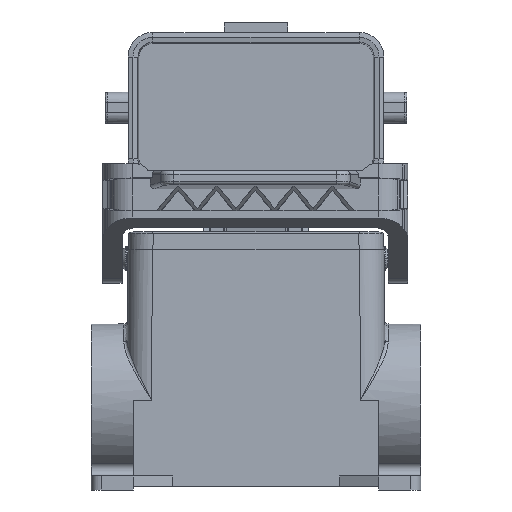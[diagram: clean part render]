
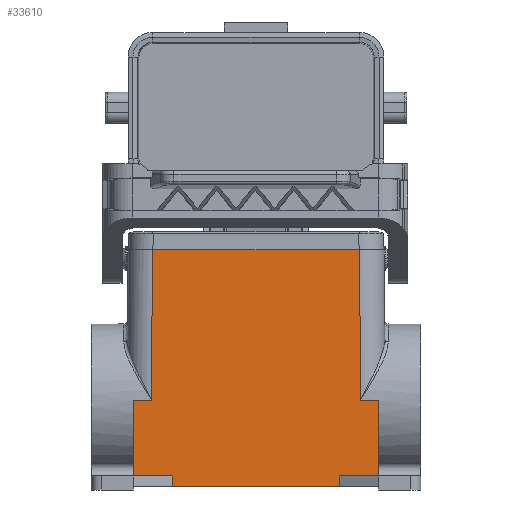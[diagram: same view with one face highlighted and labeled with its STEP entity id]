
A CAD part, front view. The second image highlights one B-rep face of the part: STEP entity #33610.
In plain terms, the highlighted face is planar.
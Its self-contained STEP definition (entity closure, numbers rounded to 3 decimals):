
#1630=CARTESIAN_POINT('',(76.191,55.126,45.5));
#1640=VERTEX_POINT('',#1630);
#1890=CARTESIAN_POINT('',(76.191,55.314,67.));
#1900=VERTEX_POINT('',#1890);
#1930=CARTESIAN_POINT('',(76.191,54.729,0.));
#1940=DIRECTION('',(0.,-0.009,-1.));
#1950=VECTOR('',#1940,1.);
#1960=LINE('',#1930,#1950);
#1970=EDGE_CURVE('',#1900,#1640,#1960,.T.);
#9880=CARTESIAN_POINT('',(11.317,55.124,
45.309));
#9890=VERTEX_POINT('',#9880);
#28990=CARTESIAN_POINT('',(70.691,54.751,2.5))
;
#29000=VERTEX_POINT('',#28990);
#29030=CARTESIAN_POINT('',(0.,54.751,2.5));
#29040=DIRECTION('',(1.,0.,0.));
#29050=VECTOR('',#29040,1.);
#29060=LINE('',#29030,#29050);
#29070=CARTESIAN_POINT('',(11.691,54.751,2.5));
#29080=VERTEX_POINT('',#29070);
#29090=EDGE_CURVE('',#29080,#29000,#29060,.T.);
#31870=CARTESIAN_POINT('',(71.065,55.124,
45.309));
#31880=VERTEX_POINT('',#31870);
#31910=CARTESIAN_POINT('',(70.669,54.728,
-0.061));
#31920=DIRECTION('',(0.009,0.009,
1.));
#31930=VECTOR('',#31920,1.);
#31940=LINE('',#31910,#31930);
#31950=EDGE_CURVE('',#29000,#31880,#31940,.T.);
#32770=CARTESIAN_POINT('',(4.691,54.729,0.
));
#32780=DIRECTION('',(0.,1.,-0.009));
#32790=DIRECTION('',(1.,0.,0.));
#32800=AXIS2_PLACEMENT_3D('',#32770,#32780,#32790);
#32810=PLANE('',#32800);
#32820=CARTESIAN_POINT('',(0.,55.126,45.5));
#32830=DIRECTION('',(1.,0.,0.));
#32840=VECTOR('',#32830,1.);
#32850=LINE('',#32820,#32840);
#32860=CARTESIAN_POINT('',(6.191,55.126,45.5));
#32870=VERTEX_POINT('',#32860);
#32880=CARTESIAN_POINT('',(11.315,55.126,45.5));
#32890=VERTEX_POINT('',#32880);
#32900=EDGE_CURVE('',#32870,#32890,#32850,.T.);
#32910=ORIENTED_EDGE('',*,*,#32900,.F.);
#32920=CARTESIAN_POINT('',(11.713,54.728,
-0.061));
#32930=DIRECTION('',(-0.009,0.009,
1.));
#32940=VECTOR('',#32930,1.);
#32950=LINE('',#32920,#32940);
#32960=EDGE_CURVE('',#9890,#32890,#32950,.T.);
#32970=ORIENTED_EDGE('',*,*,#32960,.T.);
#32980=EDGE_CURVE('',#29080,#9890,#32950,.T.);
#32990=ORIENTED_EDGE('',*,*,#32980,.T.);
#33000=ORIENTED_EDGE('',*,*,#29090,.F.);
#33010=ORIENTED_EDGE('',*,*,#31950,.F.);
#33020=CARTESIAN_POINT('',(71.066,55.126,45.5));
#33030=VERTEX_POINT('',#33020);
#33040=EDGE_CURVE('',#31880,#33030,#31940,.T.);
#33050=ORIENTED_EDGE('',*,*,#33040,.F.);
#33060=CARTESIAN_POINT('',(0.,55.126,45.5));
#33070=DIRECTION('',(-1.,0.,0.));
#33080=VECTOR('',#33070,1.);
#33090=LINE('',#33060,#33080);
#33100=EDGE_CURVE('',#1640,#33030,#33090,.T.);
#33110=ORIENTED_EDGE('',*,*,#33100,.T.);
#33120=ORIENTED_EDGE('',*,*,#1970,.T.);
#33130=CARTESIAN_POINT('',(0.,55.314,67.));
#33140=DIRECTION('',(-1.,0.,0.));
#33150=VECTOR('',#33140,1.);
#33160=LINE('',#33130,#33150);
#33170=CARTESIAN_POINT('',(65.041,55.314,67.));
#33180=VERTEX_POINT('',#33170);
#33190=EDGE_CURVE('',#1900,#33180,#33160,.T.);
#33200=ORIENTED_EDGE('',*,*,#33190,.F.);
#33210=CARTESIAN_POINT('',(64.029,54.729,
0.));
#33220=DIRECTION('',(-0.015,-0.009,
-1.));
#33230=VECTOR('',#33220,1.);
#33240=LINE('',#33210,#33230);
#33250=CARTESIAN_POINT('',(65.087,55.34,70.));
#33260=VERTEX_POINT('',#33250);
#33270=EDGE_CURVE('',#33260,#33180,#33240,.T.);
#33280=ORIENTED_EDGE('',*,*,#33270,.T.);
#33290=CARTESIAN_POINT('',(0.,55.34,70.));
#33300=DIRECTION('',(-1.,0.,0.));
#33310=VECTOR('',#33300,1.);
#33320=LINE('',#33290,#33310);
#33330=CARTESIAN_POINT('',(17.295,55.34,70.));
#33340=VERTEX_POINT('',#33330);
#33350=EDGE_CURVE('',#33260,#33340,#33320,.T.);
#33360=ORIENTED_EDGE('',*,*,#33350,.F.);
#33370=CARTESIAN_POINT('',(18.353,54.729,0.));
#33380=DIRECTION('',(0.015,-0.009,
-1.));
#33390=VECTOR('',#33380,1.);
#33400=LINE('',#33370,#33390);
#33410=CARTESIAN_POINT('',(17.34,55.314,67.));
#33420=VERTEX_POINT('',#33410);
#33430=EDGE_CURVE('',#33340,#33420,#33400,.T.);
#33440=ORIENTED_EDGE('',*,*,#33430,.F.);
#33450=CARTESIAN_POINT('',(0.,55.314,67.));
#33460=DIRECTION('',(1.,0.,0.));
#33470=VECTOR('',#33460,1.);
#33480=LINE('',#33450,#33470);
#33490=CARTESIAN_POINT('',(6.191,55.314,67.));
#33500=VERTEX_POINT('',#33490);
#33510=EDGE_CURVE('',#33500,#33420,#33480,.T.);
#33520=ORIENTED_EDGE('',*,*,#33510,.T.);
#33530=CARTESIAN_POINT('',(6.191,54.729,0.));
#33540=DIRECTION('',(0.,-0.009,-1.));
#33550=VECTOR('',#33540,1.);
#33560=LINE('',#33530,#33550);
#33570=EDGE_CURVE('',#33500,#32870,#33560,.T.);
#33580=ORIENTED_EDGE('',*,*,#33570,.F.);
#33590=EDGE_LOOP('',(#33580,#33520,#33440,#33360,#33280,#33200,#33120,
#33110,#33050,#33010,#33000,#32990,#32970,#32910));
#33600=FACE_OUTER_BOUND('',#33590,.T.);
#33610=ADVANCED_FACE('',(#33600),#32810,.T.);
